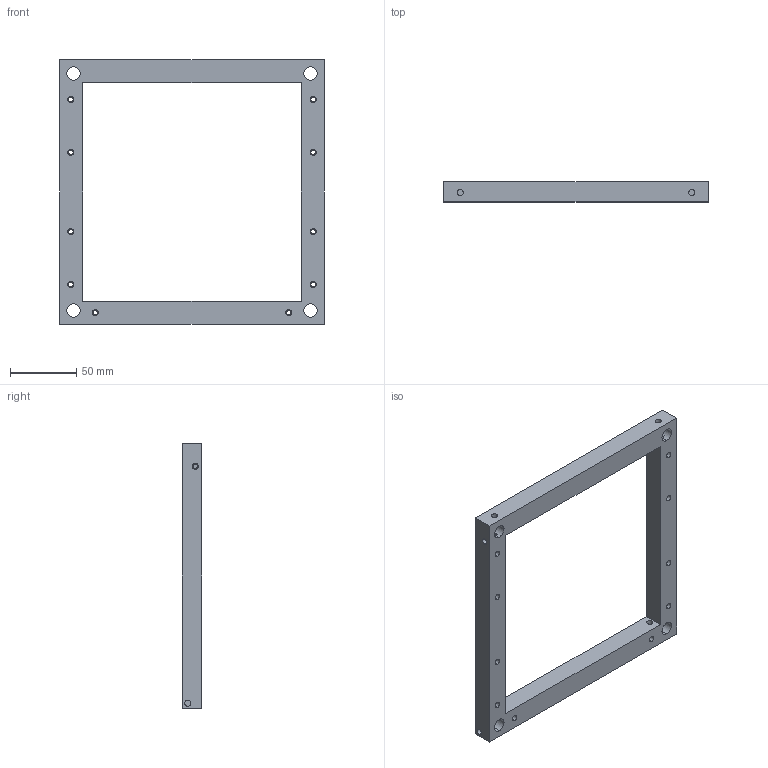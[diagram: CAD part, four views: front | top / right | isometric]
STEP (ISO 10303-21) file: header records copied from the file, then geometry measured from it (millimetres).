
FILE_DESCRIPTION (( 'STEP AP214' ), '1' );
FILE_NAME ('V1Rook_Top Frame 10mm.STEP', '2022-11-15T22:04:06', ( '' ), ( '' ), 'SwSTEP 2.0', 'SolidWorks 2020', '' );
FILE_SCHEMA (( 'AUTOMOTIVE_DESIGN' ));
Length unit declared in the file: millimetre
Products named in the file (1): V1Rook_Top Frame 10mm
Bounding box: 200 x 15 x 200 mm (x, y, z)
Volume: 183483.6 mm3; surface area: 51660.2 mm2
Topology: 1 solids, 1 shells, 114 faces, 276 edges, 184 vertices
Faces by surface type: cylinder 60, plane 34, bspline 20
Entity records: 4034 total; most frequent: CARTESIAN_POINT 1165, ORIENTED_EDGE 552, DIRECTION 538, EDGE_CURVE 276, AXIS2_PLACEMENT_3D 215, VERTEX_POINT 184, EDGE_LOOP 172, CIRCLE 120
